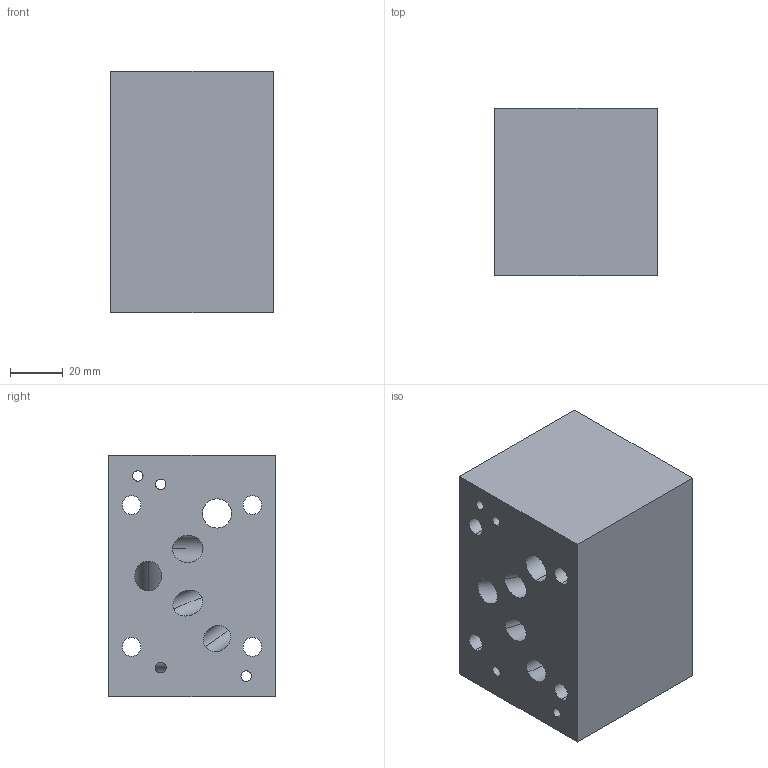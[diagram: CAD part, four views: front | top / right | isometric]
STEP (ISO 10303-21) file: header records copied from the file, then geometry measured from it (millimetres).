
FILE_DESCRIPTION((''),'2;1');
FILE_NAME('DJP_ASM','2019-11-20T',('ProEService'),(''),'PRO/ENGINEER BY PARAMETRIC TECHNOLOGY CORPORATION, 2014200','PRO/ENGINEER BY PARAMETRIC TECHNOLOGY CORPORATION, 2014200','');
FILE_SCHEMA(('CONFIG_CONTROL_DESIGN'));
Length unit declared in the file: inch
Products named in the file (2): 150-721; DJP_ASM
Assembly tree (1 placements, depth 2):
  DJP_ASM
    150-721
Bounding box: 61.93 x 63.5 x 92.08 mm (x, y, z)
Volume: 294163.7 mm3; surface area: 53226.8 mm2
Topology: 1 solids, 1 shells, 101 faces, 503 edges, 508 vertices
Faces by surface type: cylinder 64, cone 18, sphere 9, plane 8, torus 2
Entity records: 6560 total; most frequent: CARTESIAN_POINT 2807, DIRECTION 740, ORIENTED_EDGE 552, VECTOR 306, LINE 306, EDGE_CURVE 276, TRIMMED_CURVE 221, AXIS2_PLACEMENT_3D 217
